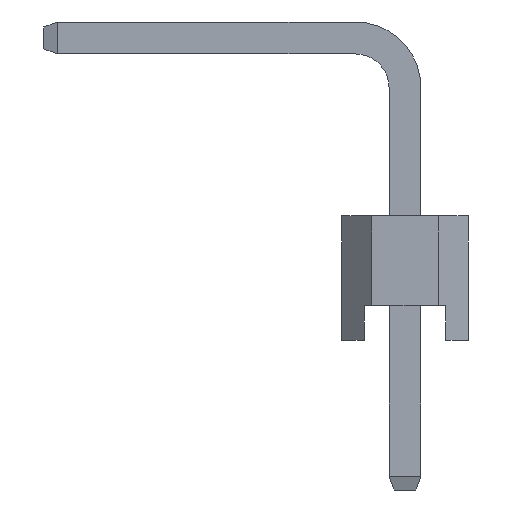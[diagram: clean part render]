
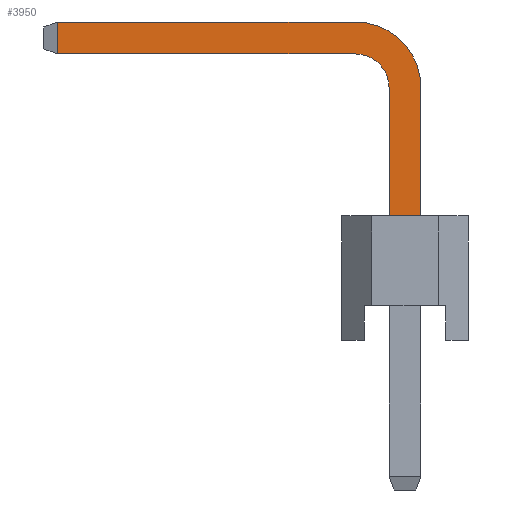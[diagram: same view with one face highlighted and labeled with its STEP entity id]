
A CAD part, left-side view. The second image highlights one B-rep face of the part: STEP entity #3950.
In plain terms, the highlighted planar face has unit normal (-1, 0, 0).
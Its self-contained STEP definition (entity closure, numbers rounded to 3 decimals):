
#3950=ADVANCED_FACE('',(#12172),#12174,.T.);
#12172=FACE_BOUND('',#12173,.T.);
#12173=EDGE_LOOP('',(#18953,#18954,#18955,#18956,#18957,#18958,#18959,#18960));
#12174=PLANE('',#12175);
#12175=AXIS2_PLACEMENT_3D('',#12176,#12177,#12178);
#12176=CARTESIAN_POINT('',(-0.32,0.32,-3.));
#12177=DIRECTION('',(-1.,0.,0.));
#12178=DIRECTION('',(0.,-1.,0.));
#18953=ORIENTED_EDGE('',*,*,#23062,.F.);
#18954=ORIENTED_EDGE('',*,*,#23063,.F.);
#18955=ORIENTED_EDGE('',*,*,#23064,.F.);
#18956=ORIENTED_EDGE('',*,*,#23051,.F.);
#18957=ORIENTED_EDGE('',*,*,#21520,.T.);
#18958=ORIENTED_EDGE('',*,*,#23061,.T.);
#18959=ORIENTED_EDGE('',*,*,#23065,.T.);
#18960=ORIENTED_EDGE('',*,*,#23066,.T.);
#21520=EDGE_CURVE('',#24374,#24378,#24380,.T.);
#23051=EDGE_CURVE('',#24374,#26951,#26952,.T.);
#23061=EDGE_CURVE('',#24378,#26967,#26969,.T.);
#23062=EDGE_CURVE('',#26970,#26971,#26972,.T.);
#23063=EDGE_CURVE('',#26973,#26970,#26974,.T.);
#23064=EDGE_CURVE('',#26951,#26973,#26975,.T.);
#23065=EDGE_CURVE('',#26967,#26976,#26977,.T.);
#23066=EDGE_CURVE('',#26976,#26971,#26978,.T.);
#24374=VERTEX_POINT('',#29154);
#24378=VERTEX_POINT('',#29162);
#24380=LINE('',#29166,#29167);
#26951=VERTEX_POINT('',#34919);
#26952=LINE('',#34920,#34921);
#26967=VERTEX_POINT('',#34955);
#26969=LINE('',#34959,#34960);
#26970=VERTEX_POINT('',#34962);
#26971=VERTEX_POINT('',#34963);
#26972=LINE('',#34964,#34965);
#26973=VERTEX_POINT('',#34967);
#26974=LINE('',#34968,#34969);
#26975=CIRCLE('',#34971,0.68);
#26976=VERTEX_POINT('',#34975);
#26977=CIRCLE('',#34976,1.32);
#26978=LINE('',#34980,#34981);
#29154=CARTESIAN_POINT('',(-0.32,0.32,2.5));
#29162=CARTESIAN_POINT('',(-0.32,-0.32,2.5));
#29166=CARTESIAN_POINT('',(-0.32,0.32,2.5));
#29167=VECTOR('',#29168,1.);
#29168=DIRECTION('',(0.,-1.,0.));
#34919=CARTESIAN_POINT('',(-0.32,0.32,5.07));
#34920=CARTESIAN_POINT('',(-0.32,0.32,2.5));
#34921=VECTOR('',#34922,1.);
#34922=DIRECTION('',(0.,0.,1.));
#34955=CARTESIAN_POINT('',(-0.32,-0.32,5.07));
#34959=CARTESIAN_POINT('',(-0.32,-0.32,2.5));
#34960=VECTOR('',#34961,1.);
#34961=DIRECTION('',(0.,0.,1.));
#34962=CARTESIAN_POINT('',(-0.32,6.975,5.75));
#34963=CARTESIAN_POINT('',(-0.32,6.975,6.39));
#34964=CARTESIAN_POINT('',(-0.32,6.975,5.75));
#34965=VECTOR('',#34966,1.);
#34966=DIRECTION('',(0.,0.,1.));
#34967=CARTESIAN_POINT('',(-0.32,1.,5.75));
#34968=CARTESIAN_POINT('',(-0.32,1.,5.75));
#34969=VECTOR('',#34970,1.);
#34970=DIRECTION('',(0.,1.,0.));
#34971=AXIS2_PLACEMENT_3D('',#34972,#34973,#34974);
#34972=CARTESIAN_POINT('',(-0.32,1.,5.07));
#34973=DIRECTION('',(-1.,-0.,0.));
#34974=DIRECTION('',(0.,-1.,0.));
#34975=CARTESIAN_POINT('',(-0.32,1.,6.39));
#34976=AXIS2_PLACEMENT_3D('',#34977,#34978,#34979);
#34977=CARTESIAN_POINT('',(-0.32,1.,5.07));
#34978=DIRECTION('',(-1.,-0.,0.));
#34979=DIRECTION('',(0.,-1.,0.));
#34980=CARTESIAN_POINT('',(-0.32,1.,6.39));
#34981=VECTOR('',#34982,1.);
#34982=DIRECTION('',(0.,1.,0.));
